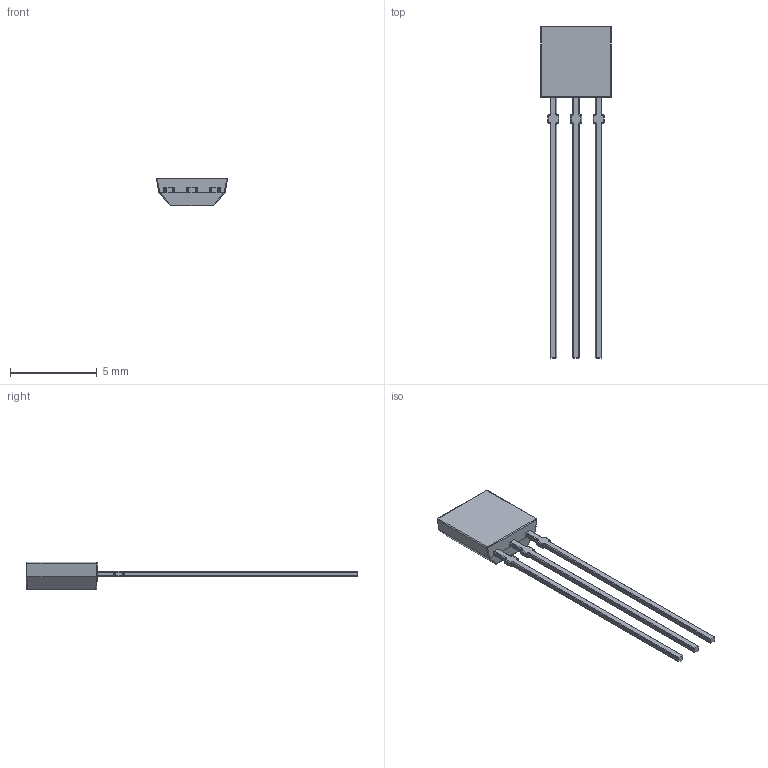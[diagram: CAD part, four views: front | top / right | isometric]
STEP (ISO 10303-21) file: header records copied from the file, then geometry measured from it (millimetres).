
FILE_DESCRIPTION (( 'STEP AP214' ), '1' );
FILE_NAME ('User Library-HoneyWell SS40A Hall Sensor.STEP', '2016-01-10T21:54:30', ( 'Windows User' ), ( '' ), 'SwSTEP 2.0', 'SolidWorks 2016', '' );
FILE_SCHEMA (( 'AUTOMOTIVE_DESIGN' ));
Length unit declared in the file: millimetre
Products named in the file (1): User Library-HoneyWell SS40A Hall Sensor
Bounding box: 4.08 x 19.09 x 1.6 mm (x, y, z)
Volume: 28.5 mm3; surface area: 111.1 mm2
Topology: 1 solids, 1 shells, 218 faces, 511 edges, 264 vertices
Faces by surface type: cylinder 107, plane 49, sphere 38, torus 24
Entity records: 8291 total; most frequent: DIRECTION 1145, CARTESIAN_POINT 972, ORIENTED_EDGE 954, EDGE_CURVE 477, AXIS2_PLACEMENT_3D 453, VERTEX_POINT 264, VECTOR 239, LINE 239
